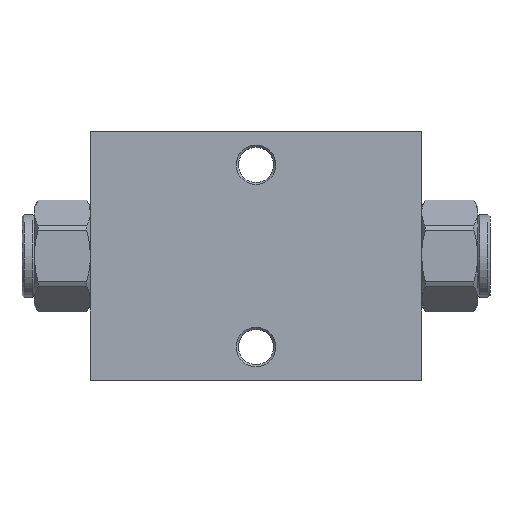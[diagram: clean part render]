
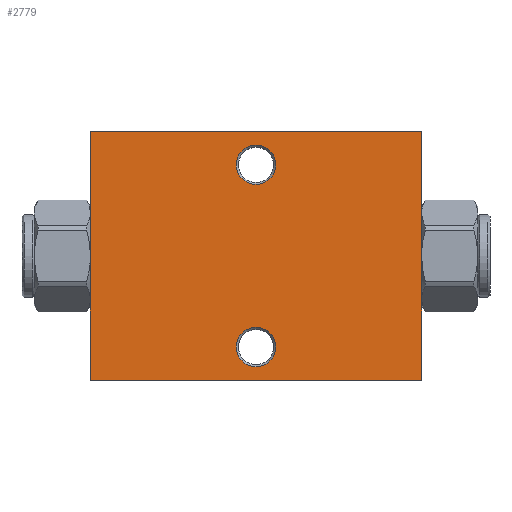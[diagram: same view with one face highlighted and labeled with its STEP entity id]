
A CAD part, top view. The second image highlights one B-rep face of the part: STEP entity #2779.
In plain terms, the highlighted planar face has unit normal (0, 0, 1).
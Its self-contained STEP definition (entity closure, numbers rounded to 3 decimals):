
#130=CIRCLE('',#2978,4.75);
#131=CIRCLE('',#2980,4.75);
#645=ORIENTED_EDGE('',*,*,#919,.F.);
#646=ORIENTED_EDGE('',*,*,#918,.F.);
#647=ORIENTED_EDGE('',*,*,#936,.F.);
#648=ORIENTED_EDGE('',*,*,#937,.F.);
#649=ORIENTED_EDGE('',*,*,#928,.F.);
#650=ORIENTED_EDGE('',*,*,#935,.F.);
#918=EDGE_CURVE('',#1096,#1096,#130,.T.);
#919=EDGE_CURVE('',#1097,#1097,#131,.T.);
#928=EDGE_CURVE('',#1100,#1101,#1194,.T.);
#935=EDGE_CURVE('',#1106,#1100,#1198,.T.);
#936=EDGE_CURVE('',#1107,#1106,#1199,.T.);
#937=EDGE_CURVE('',#1101,#1107,#1200,.T.);
#1096=VERTEX_POINT('',#4140);
#1097=VERTEX_POINT('',#4143);
#1100=VERTEX_POINT('',#4161);
#1101=VERTEX_POINT('',#4163);
#1106=VERTEX_POINT('',#4178);
#1107=VERTEX_POINT('',#4182);
#1194=LINE('',#4162,#1254);
#1198=LINE('',#4179,#1258);
#1199=LINE('',#4181,#1259);
#1200=LINE('',#4183,#1260);
#1254=VECTOR('',#3463,1000.);
#1258=VECTOR('',#3481,1000.);
#1259=VECTOR('',#3484,1000.);
#1260=VECTOR('',#3485,1000.);
#1388=EDGE_LOOP('',(#645));
#1389=EDGE_LOOP('',(#646));
#1390=EDGE_LOOP('',(#647,#648,#649,#650));
#1592=FACE_BOUND('',#1388,.T.);
#1593=FACE_BOUND('',#1389,.T.);
#1594=FACE_BOUND('',#1390,.T.);
#1710=PLANE('',#3001);
#2779=ADVANCED_FACE('',(#1592,#1593,#1594),#1710,.T.);
#2978=AXIS2_PLACEMENT_3D('',#4139,#3429,#3430);
#2980=AXIS2_PLACEMENT_3D('',#4142,#3433,#3434);
#3001=AXIS2_PLACEMENT_3D('',#4180,#3482,#3483);
#3429=DIRECTION('',(0.,0.,1.));
#3430=DIRECTION('',(-1.,0.,0.));
#3433=DIRECTION('',(0.,0.,1.));
#3434=DIRECTION('',(-1.,0.,0.));
#3463=DIRECTION('',(-1.,0.,0.));
#3481=DIRECTION('',(0.,-1.,0.));
#3482=DIRECTION('',(0.,0.,1.));
#3483=DIRECTION('',(1.,0.,0.));
#3484=DIRECTION('',(1.,0.,0.));
#3485=DIRECTION('',(0.,1.,0.));
#4139=CARTESIAN_POINT('',(40.,-8.,0.));
#4140=CARTESIAN_POINT('',(35.25,-8.,0.));
#4142=CARTESIAN_POINT('',(40.,-52.,0.));
#4143=CARTESIAN_POINT('',(35.25,-52.,0.));
#4161=CARTESIAN_POINT('',(80.,-60.,0.));
#4162=CARTESIAN_POINT('',(80.,-60.,0.));
#4163=CARTESIAN_POINT('',(0.,-60.,0.));
#4178=CARTESIAN_POINT('',(80.,0.,0.));
#4179=CARTESIAN_POINT('',(80.,0.,0.));
#4180=CARTESIAN_POINT('',(40.,-30.,0.));
#4181=CARTESIAN_POINT('',(0.,0.,0.));
#4182=CARTESIAN_POINT('',(0.,0.,0.));
#4183=CARTESIAN_POINT('',(0.,-60.,0.));
